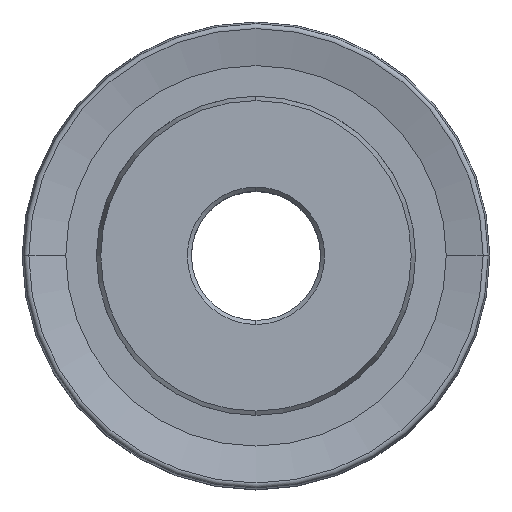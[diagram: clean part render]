
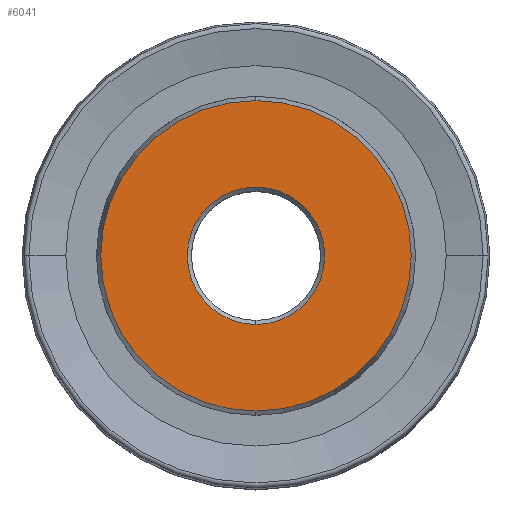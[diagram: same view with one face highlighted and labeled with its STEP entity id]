
A CAD part, top view. The second image highlights one B-rep face of the part: STEP entity #6041.
In plain terms, the highlighted planar face has unit normal (0, 0, 1).
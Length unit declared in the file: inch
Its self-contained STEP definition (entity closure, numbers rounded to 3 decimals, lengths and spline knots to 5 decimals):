
#15 = AXIS2_PLACEMENT_3D ( 'NONE', #4750, #1756, #5233 ) ;
#68 = CIRCLE ( 'NONE', #15, 0.37844 ) ;
#176 = EDGE_LOOP ( 'NONE', ( #3045, #3981 ) ) ;
#266 = CARTESIAN_POINT ( 'NONE',  ( 0., 0., 0.25005 ) ) ;
#576 = DIRECTION ( 'NONE',  ( 0., 1., 0. ) ) ;
#763 = DIRECTION ( 'NONE',  ( 0., -1., 0. ) ) ;
#813 = CIRCLE ( 'NONE', #3009, 0.16748 ) ;
#960 = CARTESIAN_POINT ( 'NONE',  ( 0., 0., 0.25005 ) ) ;
#1124 = FACE_BOUND ( 'NONE', #176, .T. ) ;
#1468 = DIRECTION ( 'NONE',  ( 0., -1., 0. ) ) ;
#1726 = AXIS2_PLACEMENT_3D ( 'NONE', #5251, #2276, #5737 ) ;
#1756 = DIRECTION ( 'NONE',  ( 0., 0., 1. ) ) ;
#1896 = CARTESIAN_POINT ( 'NONE',  ( 0., -0.37844, 0.25005 ) ) ;
#1929 = CARTESIAN_POINT ( 'NONE',  ( 0., 0.37844, 0.25005 ) ) ;
#2096 = CARTESIAN_POINT ( 'NONE',  ( 0., 0., 0.25005 ) ) ;
#2276 = DIRECTION ( 'NONE',  ( 0., 0., 1. ) ) ;
#2383 = AXIS2_PLACEMENT_3D ( 'NONE', #266, #3783, #763 ) ;
#2478 = ORIENTED_EDGE ( 'NONE', *, *, #3054, .T. ) ;
#2859 = VERTEX_POINT ( 'NONE', #5689 ) ;
#3009 = AXIS2_PLACEMENT_3D ( 'NONE', #960, #4450, #1468 ) ;
#3028 = EDGE_CURVE ( 'NONE', #4518, #5025, #68, .T. ) ;
#3045 = ORIENTED_EDGE ( 'NONE', *, *, #3061, .T. ) ;
#3054 = EDGE_CURVE ( 'NONE', #5025, #4518, #3904, .T. ) ;
#3061 = EDGE_CURVE ( 'NONE', #2859, #5975, #5073, .T. ) ;
#3595 = DIRECTION ( 'NONE',  ( 0., 0., 1. ) ) ;
#3783 = DIRECTION ( 'NONE',  ( 0., 0., -1. ) ) ;
#3795 = FACE_OUTER_BOUND ( 'NONE', #6246, .T. ) ;
#3904 = CIRCLE ( 'NONE', #1726, 0.37844 ) ;
#3981 = ORIENTED_EDGE ( 'NONE', *, *, #5596, .T. ) ;
#4032 = AXIS2_PLACEMENT_3D ( 'NONE', #2096, #3595, #576 ) ;
#4450 = DIRECTION ( 'NONE',  ( 0., 0., -1. ) ) ;
#4515 = CARTESIAN_POINT ( 'NONE',  ( 0., 0.16748, 0.25005 ) ) ;
#4518 = VERTEX_POINT ( 'NONE', #1896 ) ;
#4545 = ORIENTED_EDGE ( 'NONE', *, *, #3028, .T. ) ;
#4750 = CARTESIAN_POINT ( 'NONE',  ( 0., 0., 0.25005 ) ) ;
#5025 = VERTEX_POINT ( 'NONE', #1929 ) ;
#5070 = PLANE ( 'NONE',  #4032 ) ;
#5073 = CIRCLE ( 'NONE', #2383, 0.16748 ) ;
#5233 = DIRECTION ( 'NONE',  ( 0., -1., 0. ) ) ;
#5251 = CARTESIAN_POINT ( 'NONE',  ( 0., 0., 0.25005 ) ) ;
#5596 = EDGE_CURVE ( 'NONE', #5975, #2859, #813, .T. ) ;
#5689 = CARTESIAN_POINT ( 'NONE',  ( 0., -0.16748, 0.25005 ) ) ;
#5737 = DIRECTION ( 'NONE',  ( 0., -1., 0. ) ) ;
#5975 = VERTEX_POINT ( 'NONE', #4515 ) ;
#6041 = ADVANCED_FACE ( 'NONE', ( #3795, #1124 ), #5070, .T. ) ;
#6246 = EDGE_LOOP ( 'NONE', ( #2478, #4545 ) ) ;
